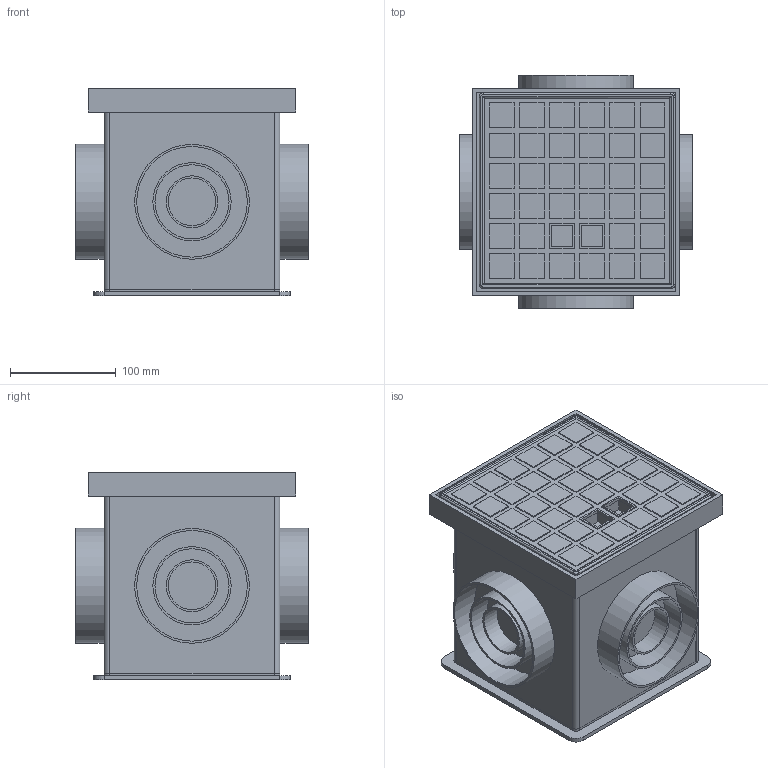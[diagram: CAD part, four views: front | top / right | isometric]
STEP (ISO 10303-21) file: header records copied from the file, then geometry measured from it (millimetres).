
FILE_DESCRIPTION(/* description */ (''),/* implementation_level */ '2;1');
FILE_NAME(/* name */ '',/* time_stamp */ '2023-05-19T14:07:20+03:00',/* author */ ('Ртищев А.О.'),/* organization */ (''),/* preprocessor_version */ 'ST-DEVELOPER v19.2',/* originating_system */ 'Autodesk Inventor 2023',/* authorisation */ '');
FILE_SCHEMA (('AUTOMOTIVE_DESIGN { 1 0 10303 214 3 1 1 }'));
Length unit declared in the file: millimetre
Products named in the file (3): Контрольный колодец 
200х200; Колодец; Кабельные крышки
Assembly tree (2 placements, depth 2):
  Контрольный колодец 
200х200
    Колодец
    Кабельные крышки
Bounding box: 220 x 220 x 196 mm (x, y, z)
Volume: 807812.2 mm3; surface area: 625722.9 mm2
Topology: 3 solids, 3 shells, 491 faces, 1136 edges, 752 vertices
Faces by surface type: plane 431, cylinder 52, torus 8
Full cylindrical faces by diameter (mm): 45 x4, 49 x4, 70 x4, 74 x4, 104.5 x4, 108.5 x4
Entity records: 13924 total; most frequent: CARTESIAN_POINT 2384, ORIENTED_EDGE 2272, DIRECTION 2236, EDGE_CURVE 1136, LINE 1028, VECTOR 1028, VERTEX_POINT 752, AXIS2_PLACEMENT_3D 604
